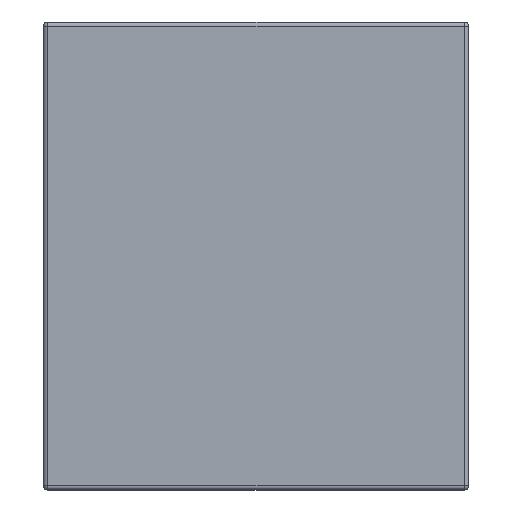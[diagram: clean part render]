
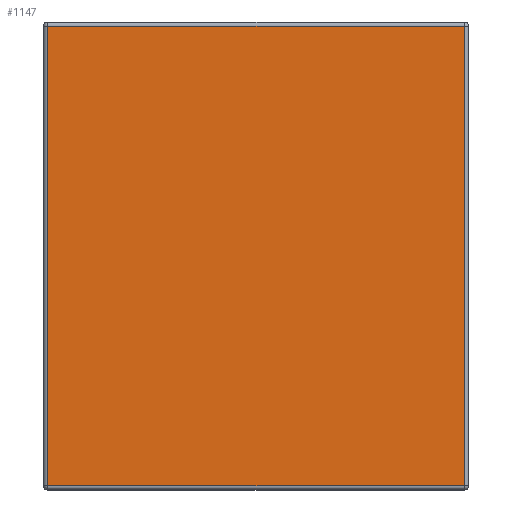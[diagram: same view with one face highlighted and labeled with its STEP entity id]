
A CAD part, left-side view. The second image highlights one B-rep face of the part: STEP entity #1147.
In plain terms, the highlighted planar face has unit normal (-1, 0, 0).
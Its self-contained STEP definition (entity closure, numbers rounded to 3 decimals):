
#79=PLANE('',#1325);
#150=FACE_OUTER_BOUND('',#246,.T.);
#246=EDGE_LOOP('',(#1028,#1029,#1030,#1031));
#307=LINE('',#2063,#371);
#315=LINE('',#2096,#379);
#317=LINE('',#2104,#381);
#318=LINE('',#2106,#382);
#371=VECTOR('',#1640,10.);
#379=VECTOR('',#1688,10.);
#381=VECTOR('',#1702,10.);
#382=VECTOR('',#1705,10.);
#551=VERTEX_POINT('',#2017);
#555=VERTEX_POINT('',#2032);
#557=VERTEX_POINT('',#2040);
#561=VERTEX_POINT('',#2056);
#703=EDGE_CURVE('',#561,#555,#307,.T.);
#720=EDGE_CURVE('',#557,#561,#315,.T.);
#724=EDGE_CURVE('',#551,#557,#317,.T.);
#725=EDGE_CURVE('',#555,#551,#318,.T.);
#1028=ORIENTED_EDGE('',*,*,#703,.F.);
#1029=ORIENTED_EDGE('',*,*,#720,.F.);
#1030=ORIENTED_EDGE('',*,*,#724,.F.);
#1031=ORIENTED_EDGE('',*,*,#725,.F.);
#1147=ADVANCED_FACE('',(#150),#79,.T.);
#1325=AXIS2_PLACEMENT_3D('',#2112,#1715,#1716);
#1640=DIRECTION('',(0.,0.,-1.));
#1688=DIRECTION('',(0.,-1.,0.));
#1702=DIRECTION('',(0.,0.,1.));
#1705=DIRECTION('',(0.,1.,0.));
#1715=DIRECTION('center_axis',(-1.,0.,0.));
#1716=DIRECTION('ref_axis',(0.,0.,1.));
#2017=CARTESIAN_POINT('',(-55.,19.8,0.2));
#2032=CARTESIAN_POINT('',(-55.,0.2,0.2));
#2040=CARTESIAN_POINT('',(-55.,19.8,21.8));
#2056=CARTESIAN_POINT('',(-55.,0.2,21.8));
#2063=CARTESIAN_POINT('',(-55.,0.2,5.5));
#2096=CARTESIAN_POINT('',(-55.,0.,21.8));
#2104=CARTESIAN_POINT('',(-55.,19.8,5.5));
#2106=CARTESIAN_POINT('',(-55.,0.,0.2));
#2112=CARTESIAN_POINT('Origin',(-55.,0.,0.));
